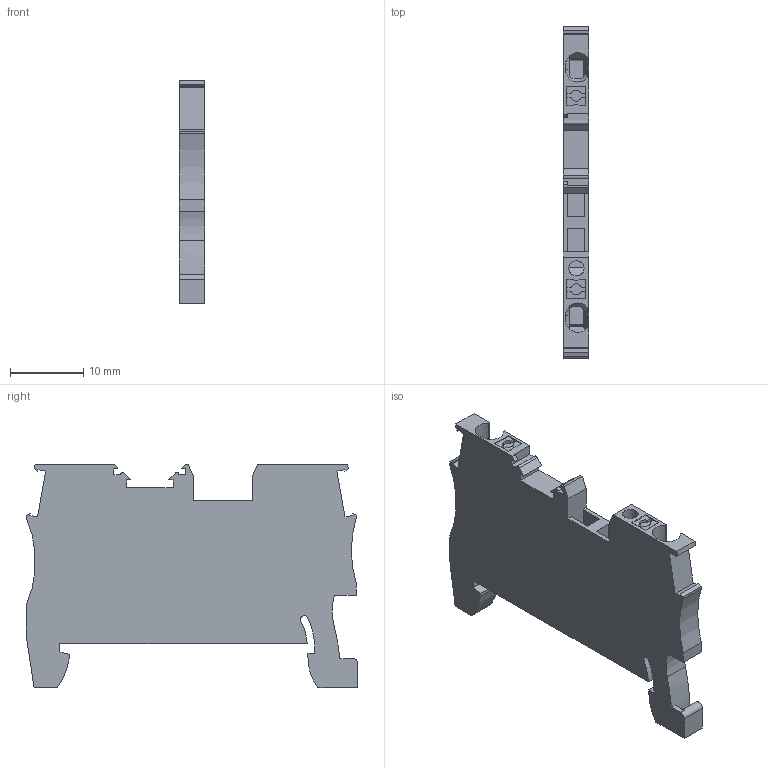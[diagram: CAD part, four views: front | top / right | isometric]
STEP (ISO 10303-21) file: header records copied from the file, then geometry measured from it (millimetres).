
FILE_DESCRIPTION( ( 'STEP AP214' ), '1' );
FILE_NAME( '3208100.stp', '2021-09-14T12:11:05', ( 'License CC BY-ND 4.0' ), ( 'CADENAS' ), ' ', 'PARTsolutions', ' ' );
FILE_SCHEMA( ( 'AUTOMOTIVE_DESIGN { 1 0 10303 214 1 1 1 1 }' ) );
Length unit declared in the file: millimetre
Products named in the file (2): 3208100; PT_15_S-select
Assembly tree (1 placements, depth 2):
  3208100
    PT_15_S-select
Bounding box: 3.5 x 45.2 x 30.5 mm (x, y, z)
Volume: 3262.8 mm3; surface area: 3203.7 mm2
Topology: 1 solids, 1 shells, 173 faces, 498 edges, 330 vertices
Faces by surface type: plane 140, cylinder 31, cone 2
Full cylindrical faces by diameter (mm): 2.1 x1
Entity records: 7736 total; most frequent: CARTESIAN_POINT 1756, ORIENTED_EDGE 992, DIRECTION 893, EDGE_CURVE 496, LINE 411, VECTOR 411, VERTEX_POINT 329, AXIS2_PLACEMENT_3D 241
